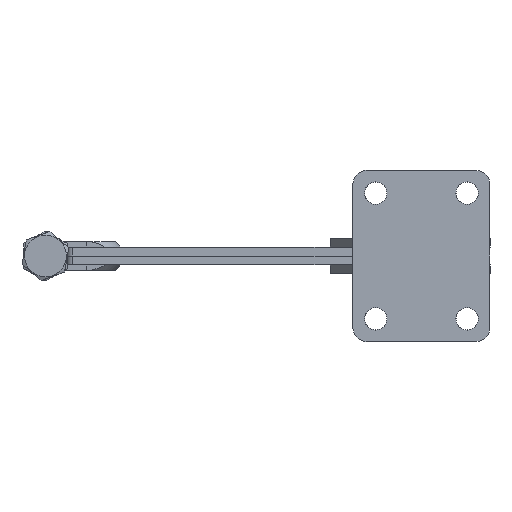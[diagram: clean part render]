
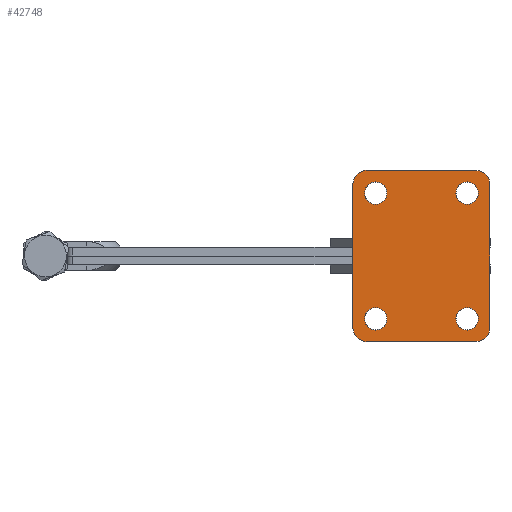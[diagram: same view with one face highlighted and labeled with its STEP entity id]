
A CAD part, front view. The second image highlights one B-rep face of the part: STEP entity #42748.
In plain terms, the highlighted face is planar.
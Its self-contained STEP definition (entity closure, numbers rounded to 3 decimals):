
#248 = DIRECTION ( 'NONE',  ( 0., 0., 1. ) ) ;
#358 = AXIS2_PLACEMENT_3D ( 'NONE', #22342, #12006, #19225 ) ;
#676 = EDGE_CURVE ( 'NONE', #36124, #19260, #33407, .T. ) ;
#797 = VERTEX_POINT ( 'NONE', #22779 ) ;
#1125 = VERTEX_POINT ( 'NONE', #14395 ) ;
#1500 = LINE ( 'NONE', #6164, #18731 ) ;
#1833 = CIRCLE ( 'NONE', #35976, 8. ) ;
#2106 = VERTEX_POINT ( 'NONE', #31975 ) ;
#2288 = DIRECTION ( 'NONE',  ( 0., 0., 1. ) ) ;
#2573 = CIRCLE ( 'NONE', #22386, 6.25 ) ;
#2680 = VERTEX_POINT ( 'NONE', #35006 ) ;
#2992 = DIRECTION ( 'NONE',  ( -1., 0., 0. ) ) ;
#3090 = AXIS2_PLACEMENT_3D ( 'NONE', #20858, #248, #24295 ) ;
#3621 = CARTESIAN_POINT ( 'NONE',  ( -63.5, 12.7, 3. ) ) ;
#3830 = CIRCLE ( 'NONE', #15834, 8. ) ;
#4106 = AXIS2_PLACEMENT_3D ( 'NONE', #22861, #2288, #26299 ) ;
#4954 = ORIENTED_EDGE ( 'NONE', *, *, #42353, .T. ) ;
#4979 = ORIENTED_EDGE ( 'NONE', *, *, #16862, .F. ) ;
#5325 = ORIENTED_EDGE ( 'NONE', *, *, #33341, .F. ) ;
#6164 = CARTESIAN_POINT ( 'NONE',  ( -68.2, 95.2, 3. ) ) ;
#6471 = ORIENTED_EDGE ( 'NONE', *, *, #30084, .T. ) ;
#6827 = FACE_BOUND ( 'NONE', #13592, .T. ) ;
#7096 = DIRECTION ( 'NONE',  ( 1., 0., 0. ) ) ;
#7346 = VERTEX_POINT ( 'NONE', #39393 ) ;
#7708 = VERTEX_POINT ( 'NONE', #40991 ) ;
#8462 = EDGE_CURVE ( 'NONE', #2106, #15423, #1833, .T. ) ;
#8805 = DIRECTION ( 'NONE',  ( 0., 0., 1. ) ) ;
#9333 = EDGE_CURVE ( 'NONE', #797, #9382, #31870, .T. ) ;
#9382 = VERTEX_POINT ( 'NONE', #20119 ) ;
#9624 = CARTESIAN_POINT ( 'NONE',  ( -68.2, 8., 3. ) ) ;
#9661 = CARTESIAN_POINT ( 'NONE',  ( -8., 0., 3. ) ) ;
#9957 = VERTEX_POINT ( 'NONE', #17108 ) ;
#10056 = CARTESIAN_POINT ( 'NONE',  ( -8., 8., 3. ) ) ;
#10434 = VERTEX_POINT ( 'NONE', #40992 ) ;
#10704 = AXIS2_PLACEMENT_3D ( 'NONE', #10056, #34098, #13540 ) ;
#10977 = PLANE ( 'NONE',  #38555 ) ;
#11473 = CARTESIAN_POINT ( 'NONE',  ( -76.2, 87.2, 3. ) ) ;
#11850 = VERTEX_POINT ( 'NONE', #28341 ) ;
#11916 = ORIENTED_EDGE ( 'NONE', *, *, #676, .F. ) ;
#11979 = CIRCLE ( 'NONE', #3090, 6.25 ) ;
#12006 = DIRECTION ( 'NONE',  ( 0., 0., 1. ) ) ;
#12980 = EDGE_LOOP ( 'NONE', ( #5325, #4979 ) ) ;
#13081 = DIRECTION ( 'NONE',  ( -1., 0., 0. ) ) ;
#13489 = ORIENTED_EDGE ( 'NONE', *, *, #18567, .T. ) ;
#13540 = DIRECTION ( 'NONE',  ( 1., 0., 0. ) ) ;
#13592 = EDGE_LOOP ( 'NONE', ( #29958, #21016 ) ) ;
#14372 = ORIENTED_EDGE ( 'NONE', *, *, #29808, .F. ) ;
#14395 = CARTESIAN_POINT ( 'NONE',  ( 0., 8., 3. ) ) ;
#14486 = DIRECTION ( 'NONE',  ( 1., 0., 0. ) ) ;
#14653 = DIRECTION ( 'NONE',  ( 0., 0., 1. ) ) ;
#14812 = EDGE_CURVE ( 'NONE', #10434, #2680, #41855, .T. ) ;
#15423 = VERTEX_POINT ( 'NONE', #38383 ) ;
#15439 = AXIS2_PLACEMENT_3D ( 'NONE', #29388, #8805, #32886 ) ;
#15807 = DIRECTION ( 'NONE',  ( 0., 0., 1. ) ) ;
#15834 = AXIS2_PLACEMENT_3D ( 'NONE', #36325, #15807, #39751 ) ;
#16012 = VERTEX_POINT ( 'NONE', #11473 ) ;
#16037 = ORIENTED_EDGE ( 'NONE', *, *, #24313, .F. ) ;
#16252 = CARTESIAN_POINT ( 'NONE',  ( -63.5, 82.5, 3. ) ) ;
#16537 = VECTOR ( 'NONE', #43950, 1000. ) ;
#16636 = DIRECTION ( 'NONE',  ( 0., 0., 1. ) ) ;
#16862 = EDGE_CURVE ( 'NONE', #43256, #11850, #2573, .T. ) ;
#16945 = CARTESIAN_POINT ( 'NONE',  ( -8., 87.2, 3. ) ) ;
#17051 = FACE_BOUND ( 'NONE', #12980, .T. ) ;
#17108 = CARTESIAN_POINT ( 'NONE',  ( -18.95, 12.7, 3. ) ) ;
#17337 = AXIS2_PLACEMENT_3D ( 'NONE', #9624, #33665, #13081 ) ;
#18070 = VECTOR ( 'NONE', #28387, 1000. ) ;
#18567 = EDGE_CURVE ( 'NONE', #16012, #797, #33216, .T. ) ;
#18731 = VECTOR ( 'NONE', #2992, 1000. ) ;
#19225 = DIRECTION ( 'NONE',  ( 1., 0., 0. ) ) ;
#19260 = VERTEX_POINT ( 'NONE', #26821 ) ;
#19680 = DIRECTION ( 'NONE',  ( 1., 0., 0. ) ) ;
#20000 = EDGE_CURVE ( 'NONE', #1125, #2106, #44282, .T. ) ;
#20119 = CARTESIAN_POINT ( 'NONE',  ( -68.2, 0., 3. ) ) ;
#20384 = DIRECTION ( 'NONE',  ( -1., 0., 0. ) ) ;
#20858 = CARTESIAN_POINT ( 'NONE',  ( -12.7, 12.7, 3. ) ) ;
#21016 = ORIENTED_EDGE ( 'NONE', *, *, #14812, .F. ) ;
#21195 = DIRECTION ( 'NONE',  ( 0., 0., 1. ) ) ;
#21743 = CIRCLE ( 'NONE', #15439, 6.25 ) ;
#22071 = ORIENTED_EDGE ( 'NONE', *, *, #41492, .T. ) ;
#22342 = CARTESIAN_POINT ( 'NONE',  ( -63.5, 12.7, 3. ) ) ;
#22386 = AXIS2_PLACEMENT_3D ( 'NONE', #16252, #40188, #19680 ) ;
#22779 = CARTESIAN_POINT ( 'NONE',  ( -76.2, 8., 3. ) ) ;
#22861 = CARTESIAN_POINT ( 'NONE',  ( -63.5, 82.5, 3. ) ) ;
#22894 = AXIS2_PLACEMENT_3D ( 'NONE', #35172, #14653, #38608 ) ;
#24295 = DIRECTION ( 'NONE',  ( 1., 0., 0. ) ) ;
#24313 = EDGE_CURVE ( 'NONE', #9957, #7346, #33667, .T. ) ;
#24543 = ORIENTED_EDGE ( 'NONE', *, *, #28571, .F. ) ;
#25053 = FACE_BOUND ( 'NONE', #28409, .T. ) ;
#25509 = EDGE_CURVE ( 'NONE', #2680, #10434, #21743, .T. ) ;
#25730 = AXIS2_PLACEMENT_3D ( 'NONE', #37146, #16636, #40555 ) ;
#25851 = AXIS2_PLACEMENT_3D ( 'NONE', #3621, #27627, #7096 ) ;
#26299 = DIRECTION ( 'NONE',  ( 1., 0., 0. ) ) ;
#26689 = LINE ( 'NONE', #9661, #16537 ) ;
#26821 = CARTESIAN_POINT ( 'NONE',  ( -69.75, 12.7, 3. ) ) ;
#27627 = DIRECTION ( 'NONE',  ( 0., 0., 1. ) ) ;
#27953 = CARTESIAN_POINT ( 'NONE',  ( 0., 87.2, 3. ) ) ;
#28084 = CARTESIAN_POINT ( 'NONE',  ( -8., 8., 3. ) ) ;
#28341 = CARTESIAN_POINT ( 'NONE',  ( -69.75, 82.5, 3. ) ) ;
#28387 = DIRECTION ( 'NONE',  ( 0., 1., 0. ) ) ;
#28409 = EDGE_LOOP ( 'NONE', ( #14372, #11916 ) ) ;
#28571 = EDGE_CURVE ( 'NONE', #7346, #9957, #11979, .T. ) ;
#29342 = CARTESIAN_POINT ( 'NONE',  ( -68.2, 95.2, 3. ) ) ;
#29388 = CARTESIAN_POINT ( 'NONE',  ( -12.7, 82.5, 3. ) ) ;
#29484 = VERTEX_POINT ( 'NONE', #29342 ) ;
#29808 = EDGE_CURVE ( 'NONE', #19260, #36124, #36620, .T. ) ;
#29958 = ORIENTED_EDGE ( 'NONE', *, *, #25509, .F. ) ;
#30084 = EDGE_CURVE ( 'NONE', #29484, #16012, #3830, .T. ) ;
#31174 = CIRCLE ( 'NONE', #10704, 8. ) ;
#31488 = EDGE_CURVE ( 'NONE', #7708, #1125, #31174, .T. ) ;
#31499 = EDGE_LOOP ( 'NONE', ( #35695, #34823, #31876, #22071, #6471, #13489, #32784, #4954 ) ) ;
#31611 = EDGE_LOOP ( 'NONE', ( #16037, #24543 ) ) ;
#31870 = CIRCLE ( 'NONE', #17337, 8. ) ;
#31876 = ORIENTED_EDGE ( 'NONE', *, *, #8462, .T. ) ;
#31975 = CARTESIAN_POINT ( 'NONE',  ( 0., 87.2, 3. ) ) ;
#32121 = VECTOR ( 'NONE', #42245, 1000. ) ;
#32784 = ORIENTED_EDGE ( 'NONE', *, *, #9333, .T. ) ;
#32886 = DIRECTION ( 'NONE',  ( 1., 0., 0. ) ) ;
#33216 = LINE ( 'NONE', #35396, #32121 ) ;
#33341 = EDGE_CURVE ( 'NONE', #11850, #43256, #35280, .T. ) ;
#33407 = CIRCLE ( 'NONE', #358, 6.25 ) ;
#33665 = DIRECTION ( 'NONE',  ( 0., 0., 1. ) ) ;
#33667 = CIRCLE ( 'NONE', #25730, 6.25 ) ;
#34098 = DIRECTION ( 'NONE',  ( 0., 0., 1. ) ) ;
#34823 = ORIENTED_EDGE ( 'NONE', *, *, #20000, .T. ) ;
#35006 = CARTESIAN_POINT ( 'NONE',  ( -18.95, 82.5, 3. ) ) ;
#35172 = CARTESIAN_POINT ( 'NONE',  ( -12.7, 82.5, 3. ) ) ;
#35270 = FACE_OUTER_BOUND ( 'NONE', #31499, .T. ) ;
#35280 = CIRCLE ( 'NONE', #4106, 6.25 ) ;
#35396 = CARTESIAN_POINT ( 'NONE',  ( -76.2, 8., 3. ) ) ;
#35695 = ORIENTED_EDGE ( 'NONE', *, *, #31488, .T. ) ;
#35976 = AXIS2_PLACEMENT_3D ( 'NONE', #16945, #40886, #20384 ) ;
#36124 = VERTEX_POINT ( 'NONE', #38364 ) ;
#36325 = CARTESIAN_POINT ( 'NONE',  ( -68.2, 87.2, 3. ) ) ;
#36620 = CIRCLE ( 'NONE', #25851, 6.25 ) ;
#37146 = CARTESIAN_POINT ( 'NONE',  ( -12.7, 12.7, 3. ) ) ;
#38364 = CARTESIAN_POINT ( 'NONE',  ( -57.25, 12.7, 3. ) ) ;
#38383 = CARTESIAN_POINT ( 'NONE',  ( -8., 95.2, 3. ) ) ;
#38555 = AXIS2_PLACEMENT_3D ( 'NONE', #28084, #21195, #14486 ) ;
#38608 = DIRECTION ( 'NONE',  ( 1., 0., 0. ) ) ;
#39393 = CARTESIAN_POINT ( 'NONE',  ( -6.45, 12.7, 3. ) ) ;
#39751 = DIRECTION ( 'NONE',  ( -1., 0., 0. ) ) ;
#40188 = DIRECTION ( 'NONE',  ( 0., 0., 1. ) ) ;
#40555 = DIRECTION ( 'NONE',  ( 1., 0., 0. ) ) ;
#40886 = DIRECTION ( 'NONE',  ( 0., 0., 1. ) ) ;
#40991 = CARTESIAN_POINT ( 'NONE',  ( -8., 0., 3. ) ) ;
#40992 = CARTESIAN_POINT ( 'NONE',  ( -6.45, 82.5, 3. ) ) ;
#41024 = CARTESIAN_POINT ( 'NONE',  ( -57.25, 82.5, 3. ) ) ;
#41492 = EDGE_CURVE ( 'NONE', #15423, #29484, #1500, .T. ) ;
#41855 = CIRCLE ( 'NONE', #22894, 6.25 ) ;
#42245 = DIRECTION ( 'NONE',  ( 0., -1., 0. ) ) ;
#42353 = EDGE_CURVE ( 'NONE', #9382, #7708, #26689, .T. ) ;
#42748 = ADVANCED_FACE ( 'NONE', ( #17051, #25053, #35270, #43279, #6827 ), #10977, .T. ) ;
#43256 = VERTEX_POINT ( 'NONE', #41024 ) ;
#43279 = FACE_BOUND ( 'NONE', #31611, .T. ) ;
#43950 = DIRECTION ( 'NONE',  ( 1., 0., 0. ) ) ;
#44282 = LINE ( 'NONE', #27953, #18070 ) ;
